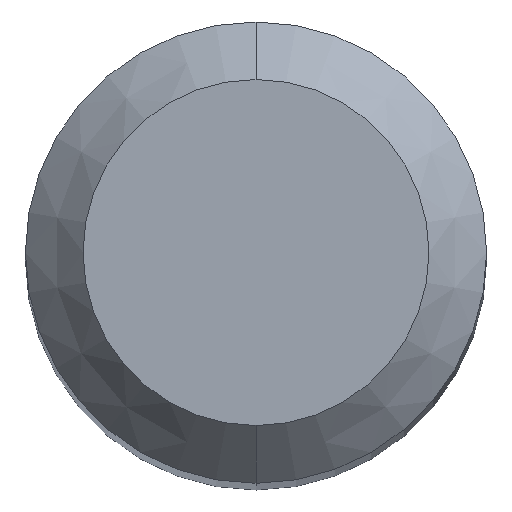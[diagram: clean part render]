
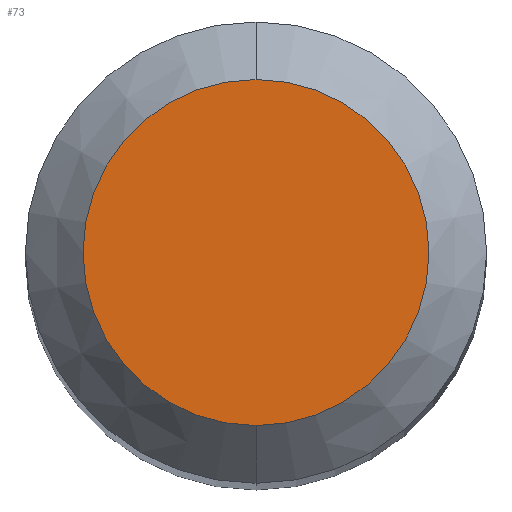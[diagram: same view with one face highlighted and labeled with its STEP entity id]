
A CAD part, top view. The second image highlights one B-rep face of the part: STEP entity #73.
In plain terms, the highlighted planar face has unit normal (0, 0, 1).
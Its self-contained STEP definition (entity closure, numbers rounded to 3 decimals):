
#54=PLANE('',#419);
#73=ADVANCED_FACE('',(#98),#54,.F.);
#98=FACE_OUTER_BOUND('',#117,.T.);
#117=EDGE_LOOP('',(#184,#185));
#184=ORIENTED_EDGE('',*,*,#238,.F.);
#185=ORIENTED_EDGE('',*,*,#236,.F.);
#203=VERTEX_POINT('',#621);
#204=VERTEX_POINT('',#623);
#236=EDGE_CURVE('',#203,#204,#260,.T.);
#238=EDGE_CURVE('',#204,#203,#261,.T.);
#260=CIRCLE('',#415,1.5);
#261=CIRCLE('',#417,1.5);
#415=AXIS2_PLACEMENT_3D('',#622,#530,#531);
#417=AXIS2_PLACEMENT_3D('',#626,#535,#536);
#419=AXIS2_PLACEMENT_3D('',#628,#539,#540);
#530=DIRECTION('',(0.,0.,-1.));
#531=DIRECTION('',(0.,-1.,0.));
#535=DIRECTION('',(0.,0.,-1.));
#536=DIRECTION('',(0.,1.,0.));
#539=DIRECTION('',(0.,0.,-1.));
#540=DIRECTION('',(0.,1.,0.));
#621=CARTESIAN_POINT('',(0.,-1.5,45.));
#622=CARTESIAN_POINT('',(0.,0.,45.));
#623=CARTESIAN_POINT('',(0.,1.5,45.));
#626=CARTESIAN_POINT('',(0.,0.,45.));
#628=CARTESIAN_POINT('',(0.,0.,45.));
